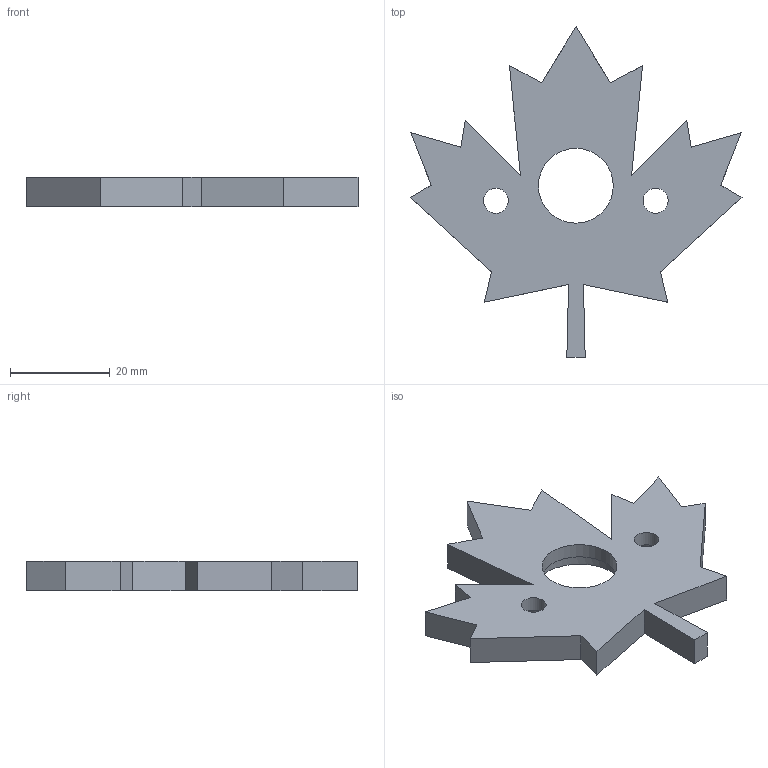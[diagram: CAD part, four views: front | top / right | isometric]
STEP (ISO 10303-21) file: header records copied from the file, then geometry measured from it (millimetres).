
FILE_DESCRIPTION(('FreeCAD Model'),'2;1');
FILE_NAME('MapleShield.step', '2019-07-21T13:13:09',('Author'),(''), 'Open CASCADE STEP processor 7.2','FreeCAD','Unknown');
FILE_SCHEMA(('AUTOMOTIVE_DESIGN { 1 0 10303 214 1 1 1 1 }'));
Length unit declared in the file: millimetre
Products named in the file (1): Cut003_(Solid)
Bounding box: 66.52 x 66.3 x 5.85 mm (x, y, z)
Volume: 10162 mm3; surface area: 5828.2 mm2
Topology: 1 solids, 1 shells, 51 faces, 134 edges, 84 vertices
Faces by surface type: plane 45, cylinder 4, cone 2
Full cylindrical faces by diameter (mm): 5 x2, 15 x1, 18 x1
Entity records: 3368 total; most frequent: CARTESIAN_POINT 717, DIRECTION 466, LINE 294, VECTOR 294, ORIENTED_EDGE 268, PCURVE 268, DEFINITIONAL_REPRESENTATION 268, EDGE_CURVE 134
